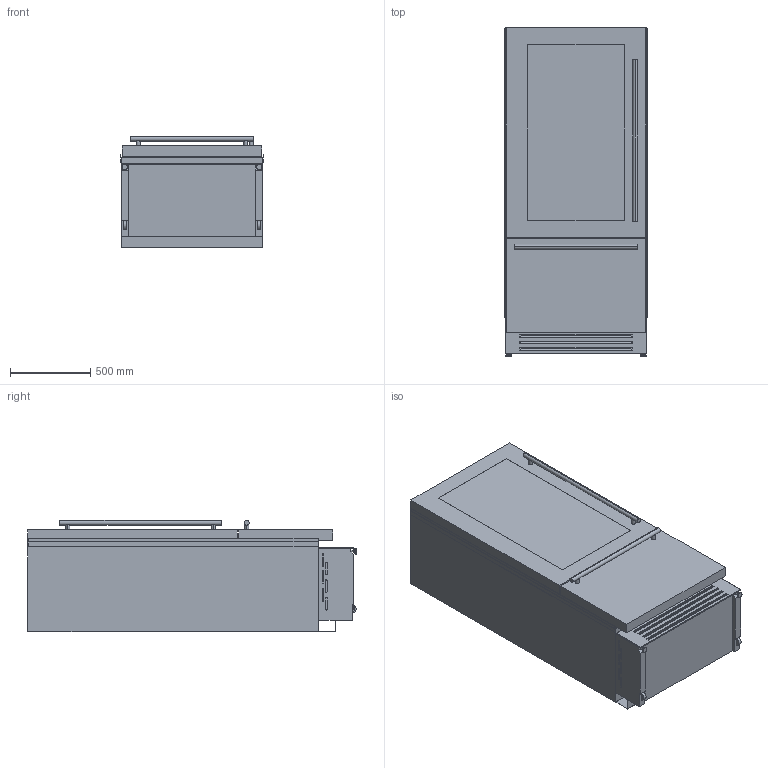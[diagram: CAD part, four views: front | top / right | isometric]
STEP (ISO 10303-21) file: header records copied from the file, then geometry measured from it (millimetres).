
FILE_DESCRIPTION (( 'STEP AP214' ), '1' );
FILE_NAME ('KS_899_0T_GT_3.STEP', '2021-04-19T07:50:51', ( '' ), ( '' ), 'SwSTEP 2.0', 'SolidWorks 2017', '' );
FILE_SCHEMA (( 'AUTOMOTIVE_DESIGN' ));
Length unit declared in the file: millimetre
Products named in the file (1): KS_899_0T_GT_3
Bounding box: 899 x 2050 x 694 mm (x, y, z)
Volume: 1087478766.2 mm3; surface area: 12083650.3 mm2
Topology: 6 solids, 6 shells, 352 faces, 903 edges, 592 vertices
Faces by surface type: plane 240, cylinder 96, torus 12, cone 4
Entity records: 11120 total; most frequent: CARTESIAN_POINT 2266, DIRECTION 1809, ORIENTED_EDGE 1806, EDGE_CURVE 903, VECTOR 679, LINE 679, VERTEX_POINT 592, AXIS2_PLACEMENT_3D 565
